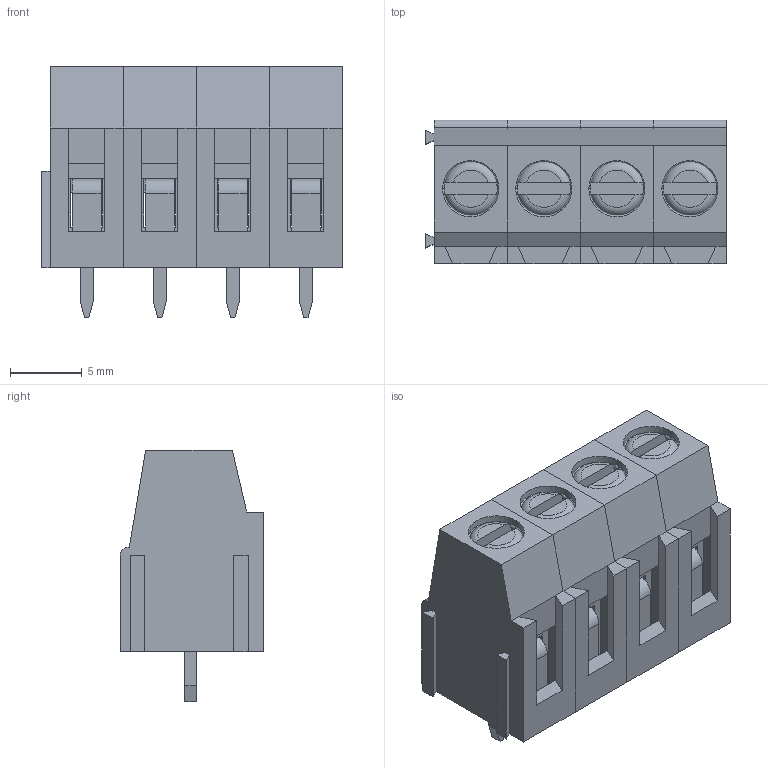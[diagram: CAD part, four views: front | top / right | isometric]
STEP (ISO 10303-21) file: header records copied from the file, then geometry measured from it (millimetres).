
FILE_DESCRIPTION (( 'STEP AP214' ), '1' );
FILE_NAME ('CONN-TH_4P_DB128L-5.08-4P-GN-S.step', '2022-07-29T17:44:48', ( '' ), ( '' ), 'SwSTEP 2.0', 'SolidWorks 2020', '' );
FILE_SCHEMA (( 'AUTOMOTIVE_DESIGN' ));
Length unit declared in the file: millimetre
Products named in the file (1): CONN-TH_4P_DB128L-5.08-4P-GN-S
Bounding box: 20.92 x 10 x 17.5 mm (x, y, z)
Volume: 1692.4 mm3; surface area: 4576.1 mm2
Topology: 25 solids, 25 shells, 965 faces, 2639 edges, 1738 vertices
Faces by surface type: plane 733, bspline 112, cylinder 88, torus 32
Entity records: 42354 total; most frequent: CARTESIAN_POINT 7527, ORIENTED_EDGE 5278, DIRECTION 4343, EDGE_CURVE 2639, LINE 2155, VECTOR 2155, VERTEX_POINT 1738, AXIS2_PLACEMENT_3D 1094
